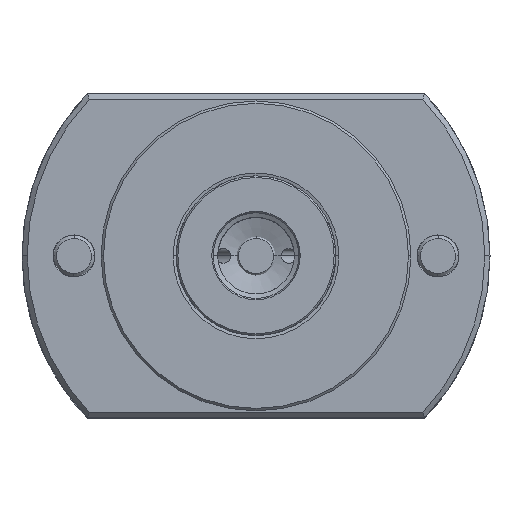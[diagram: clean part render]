
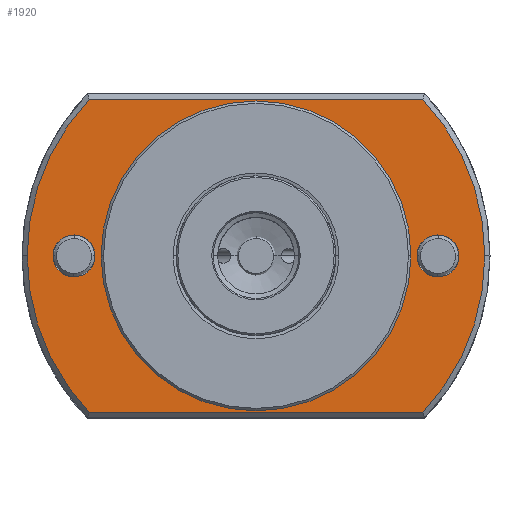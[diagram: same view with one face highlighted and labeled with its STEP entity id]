
A CAD part, top view. The second image highlights one B-rep face of the part: STEP entity #1920.
In plain terms, the highlighted planar face has unit normal (0, 0, 1).
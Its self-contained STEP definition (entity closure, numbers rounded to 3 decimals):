
#1110=VERTEX_POINT('NONE',#2782);
#1268=EDGE_CURVE('NONE',#1680,#2288,#2950,.T.);
#1308=EDGE_CURVE('NONE',#1882,#1516,#2993,.T.);
#1330=EDGE_CURVE('NONE',#1936,#1470,#3015,.T.);
#1470=VERTEX_POINT('NONE',#3175);
#1516=VERTEX_POINT('NONE',#3225);
#1530=EDGE_CURVE('NONE',#1470,#1936,#3241,.T.);
#1556=EDGE_CURVE('NONE',#2062,#1770,#3270,.T.);
#1612=VERTEX_POINT('NONE',#3336);
#1652=EDGE_CURVE('NONE',#1516,#1680,#3383,.T.);
#1680=VERTEX_POINT('NONE',#3415);
#1770=VERTEX_POINT('NONE',#3513);
#1882=VERTEX_POINT('',#3638);
#1920=ADVANCED_FACE('NONE',(#3677,#3678,#3679,#3680),#3681,.F.);
#1936=VERTEX_POINT('NONE',#3698);
#1978=EDGE_CURVE('NONE',#2288,#2188,#3751,.T.);
#2062=VERTEX_POINT('NONE',#3848);
#2188=VERTEX_POINT('NONE',#3995);
#2280=EDGE_CURVE('NONE',#2188,#2384,#4092,.T.);
#2286=EDGE_CURVE('NONE',#1770,#2062,#4099,.T.);
#2288=VERTEX_POINT('NONE',#4101);
#2314=EDGE_CURVE('NONE',#1612,#1110,#4131,.T.);
#2348=EDGE_CURVE('NONE',#1110,#1612,#4168,.T.);
#2384=VERTEX_POINT('NONE',#4206);
#2476=EDGE_CURVE('NONE',#2384,#1882,#4310,.T.);
#2782=CARTESIAN_POINT('',(-58.55,0.,-0.7));
#2950=CIRCLE('',#5232,66.0);
#2993=CIRCLE('',#5332,66.0);
#3015=CIRCLE('',#5371,6.05);
#3175=CARTESIAN_POINT('',(58.55,0.,-0.7));
#3225=CARTESIAN_POINT('',(-48.046,-45.25,-0.7));
#3241=CIRCLE('',#5676,6.05);
#3270=CIRCLE('',#5755,44.7);
#3336=CARTESIAN_POINT('',(-46.45,0.,-0.7));
#3383=LINE('',#5970,#5971);
#3415=CARTESIAN_POINT('',(48.046,-45.25,-0.7));
#3513=CARTESIAN_POINT('',(-44.7,0.,-0.7));
#3638=CARTESIAN_POINT('',(-66.0,0.,-0.7));
#3677=FACE_OUTER_BOUND('',#6373,.T.);
#3678=FACE_BOUND('',#6374,.T.);
#3679=FACE_BOUND('',#6375,.T.);
#3680=FACE_BOUND('',#6376,.T.);
#3681=PLANE('',#6377);
#3698=CARTESIAN_POINT('',(46.45,0.,-0.7));
#3751=CIRCLE('',#6468,66.0);
#3848=CARTESIAN_POINT('',(44.7,0.0,-0.7));
#3995=CARTESIAN_POINT('',(48.046,45.25,-0.7));
#4092=LINE('',#7023,#7024);
#4099=CIRCLE('',#7033,44.7);
#4101=CARTESIAN_POINT('',(66.0,0.0,-0.7));
#4131=CIRCLE('',#7082,6.05);
#4168=CIRCLE('',#7142,6.05);
#4206=CARTESIAN_POINT('',(-48.046,45.25,-0.7));
#4310=CIRCLE('',#7487,66.0);
#5232=AXIS2_PLACEMENT_3D('',#7992,#7993,#7994);
#5332=AXIS2_PLACEMENT_3D('',#8028,#8029,#8030);
#5371=AXIS2_PLACEMENT_3D('',#8044,#8045,#8046);
#5676=AXIS2_PLACEMENT_3D('',#8327,#8328,#8329);
#5755=AXIS2_PLACEMENT_3D('',#8366,#8367,#8368);
#5970=CARTESIAN_POINT('',(48.69,-45.25,-0.7));
#5971=VECTOR('',#8534,1000.0);
#6373=EDGE_LOOP('',(#8875,#8876,#8877,#8878,#8879,#8880));
#6374=EDGE_LOOP('',(#8881,#8882));
#6375=EDGE_LOOP('',(#8883,#8884));
#6376=EDGE_LOOP('',(#8885,#8886));
#6377=AXIS2_PLACEMENT_3D('',#8887,#8888,#8889);
#6468=AXIS2_PLACEMENT_3D('',#8984,#8985,#8986);
#7023=CARTESIAN_POINT('',(-48.69,45.25,-0.7));
#7024=VECTOR('',#9429,1000.0);
#7033=AXIS2_PLACEMENT_3D('',#9443,#9444,#9445);
#7082=AXIS2_PLACEMENT_3D('',#9478,#9479,#9480);
#7142=AXIS2_PLACEMENT_3D('',#9526,#9527,#9528);
#7487=AXIS2_PLACEMENT_3D('',#9672,#9673,#9674);
#7992=CARTESIAN_POINT('',(0.0,0.0,-0.7));
#7993=DIRECTION('',(0.0,-0.0,1.0));
#7994=DIRECTION('',(1.0,0.,0.0));
#8028=CARTESIAN_POINT('',(0.0,0.0,-0.7));
#8029=DIRECTION('',(0.0,0.0,1.0));
#8030=DIRECTION('',(1.0,0.0,0.0));
#8044=CARTESIAN_POINT('',(52.5,0.,-0.7));
#8045=DIRECTION('',(0.0,0.0,-1.0));
#8046=DIRECTION('',(1.0,0.0,0.0));
#8327=CARTESIAN_POINT('',(52.5,0.,-0.7));
#8328=DIRECTION('',(0.0,0.0,-1.0));
#8329=DIRECTION('',(1.0,0.0,0.0));
#8366=CARTESIAN_POINT('',(0.0,0.0,-0.7));
#8367=DIRECTION('',(0.0,0.0,1.0));
#8368=DIRECTION('',(-1.0,0.0,0.0));
#8534=DIRECTION('',(1.0,0.,0.0));
#8875=ORIENTED_EDGE('',*,*,#2280,.T.);
#8876=ORIENTED_EDGE('',*,*,#2476,.T.);
#8877=ORIENTED_EDGE('',*,*,#1308,.T.);
#8878=ORIENTED_EDGE('',*,*,#1652,.T.);
#8879=ORIENTED_EDGE('',*,*,#1268,.T.);
#8880=ORIENTED_EDGE('',*,*,#1978,.T.);
#8881=ORIENTED_EDGE('',*,*,#1330,.T.);
#8882=ORIENTED_EDGE('',*,*,#1530,.T.);
#8883=ORIENTED_EDGE('',*,*,#1556,.F.);
#8884=ORIENTED_EDGE('',*,*,#2286,.F.);
#8885=ORIENTED_EDGE('',*,*,#2314,.F.);
#8886=ORIENTED_EDGE('',*,*,#2348,.F.);
#8887=CARTESIAN_POINT('',(-70.0,0.0,-0.7));
#8888=DIRECTION('',(0.0,0.0,-1.0));
#8889=DIRECTION('',(1.0,0.0,0.0));
#8984=CARTESIAN_POINT('',(0.0,0.0,-0.7));
#8985=DIRECTION('',(0.0,0.0,1.0));
#8986=DIRECTION('',(1.0,0.0,0.0));
#9429=DIRECTION('',(-1.0,0.,-0.0));
#9443=CARTESIAN_POINT('',(0.0,0.0,-0.7));
#9444=DIRECTION('',(0.0,0.0,1.0));
#9445=DIRECTION('',(-1.0,0.0,0.0));
#9478=CARTESIAN_POINT('',(-52.5,0.,-0.7));
#9479=DIRECTION('',(0.0,0.0,1.0));
#9480=DIRECTION('',(-1.0,0.0,0.0));
#9526=CARTESIAN_POINT('',(-52.5,0.,-0.7));
#9527=DIRECTION('',(0.0,0.0,1.0));
#9528=DIRECTION('',(-1.0,0.0,0.0));
#9672=CARTESIAN_POINT('',(0.0,0.0,-0.7));
#9673=DIRECTION('',(0.0,0.0,1.0));
#9674=DIRECTION('',(1.0,0.0,0.0));
